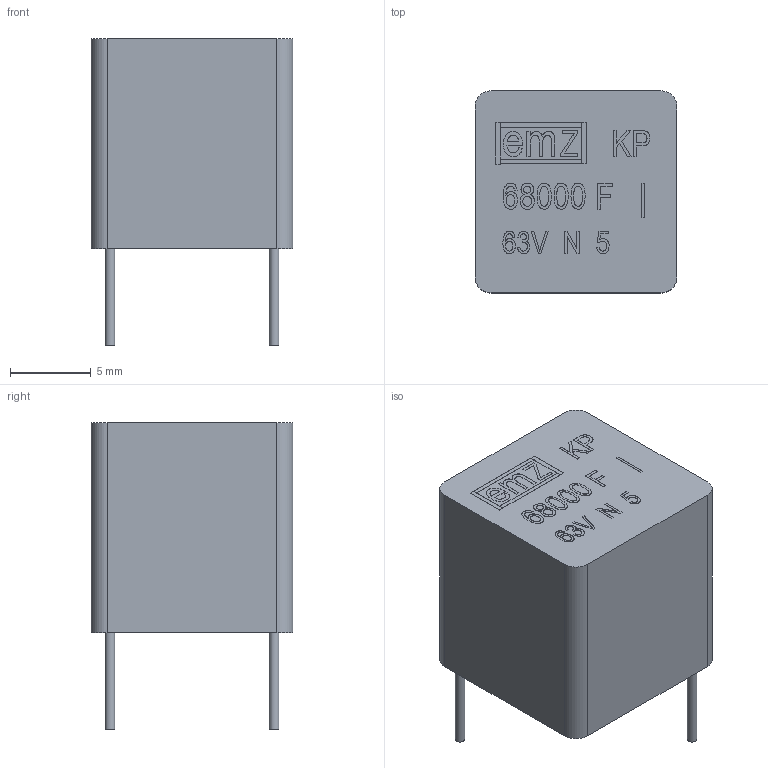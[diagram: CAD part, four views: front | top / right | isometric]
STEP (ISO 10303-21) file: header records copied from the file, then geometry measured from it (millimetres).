
FILE_DESCRIPTION(('FreeCAD Model'),'2;1');
FILE_NAME('Open CASCADE Shape Model','2022-05-06T14:48:05',( 'kicad StepUp'),('ksu MCAD'),'Open CASCADE STEP processor 7.5', 'FreeCAD','Unknown');
FILE_SCHEMA(('AUTOMOTIVE_DESIGN { 1 0 10303 214 1 1 1 1 }'));
Length unit declared in the file: millimetre
Products named in the file (1): tower_square_EMZ_capacitor_size4
Bounding box: 12.5 x 12.5 x 19.01 mm (x, y, z)
Volume: 2023.6 mm3; surface area: 993.7 mm2
Topology: 24 solids, 24 shells, 379 faces, 993 edges, 662 vertices
Faces by surface type: extrusion 215, plane 158, cylinder 6
Full cylindrical faces by diameter (mm): 0.6 x2
Entity records: 14724 total; most frequent: CARTESIAN_POINT 3325, ORIENTED_EDGE 1986, DIRECTION 1120, EDGE_CURVE 993, VECTOR 766, VERTEX_POINT 662, B_SPLINE_CURVE_WITH_KNOTS 645, LINE 551
